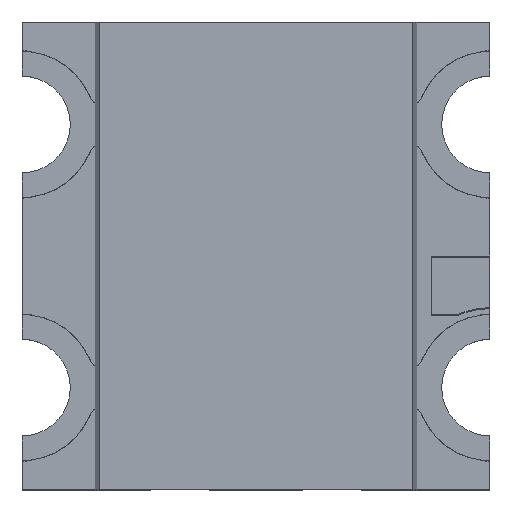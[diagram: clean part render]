
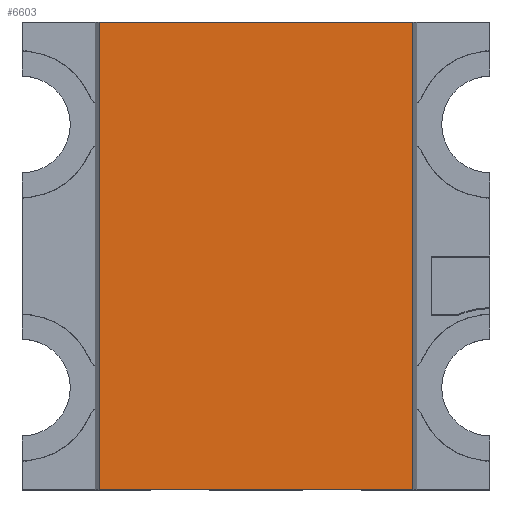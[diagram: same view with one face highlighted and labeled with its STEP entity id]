
A CAD part, top view. The second image highlights one B-rep face of the part: STEP entity #6603.
In plain terms, the highlighted planar face has unit normal (0, 0, 1).
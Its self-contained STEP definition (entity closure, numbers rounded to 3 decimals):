
#2296=ORIENTED_EDGE('',*,*,#3264,.T.);
#2297=ORIENTED_EDGE('',*,*,#3257,.F.);
#2298=ORIENTED_EDGE('',*,*,#3265,.F.);
#2299=ORIENTED_EDGE('',*,*,#3262,.T.);
#3257=EDGE_CURVE('',#3897,#3894,#4619,.T.);
#3262=EDGE_CURVE('',#3901,#3900,#4624,.T.);
#3264=EDGE_CURVE('',#3900,#3894,#4626,.T.);
#3265=EDGE_CURVE('',#3901,#3897,#4627,.T.);
#3894=VERTEX_POINT('',#11089);
#3897=VERTEX_POINT('',#11094);
#3900=VERTEX_POINT('',#11104);
#3901=VERTEX_POINT('',#11106);
#4619=LINE('',#11095,#5345);
#4624=LINE('',#11105,#5350);
#4626=LINE('',#11109,#5352);
#4627=LINE('',#11110,#5353);
#5345=VECTOR('',#9152,1000.);
#5350=VECTOR('',#9161,1000.);
#5352=VECTOR('',#9165,1000.);
#5353=VECTOR('',#9166,1000.);
#5693=EDGE_LOOP('',(#2296,#2297,#2298,#2299));
#6035=FACE_BOUND('',#5693,.T.);
#6261=PLANE('',#7285);
#6603=ADVANCED_FACE('',(#6035),#6261,.F.);
#7285=AXIS2_PLACEMENT_3D('',#11108,#9163,#9164);
#9152=DIRECTION('',(0.,-1.,0.));
#9161=DIRECTION('',(0.,-1.,0.));
#9163=DIRECTION('',(0.,0.,-1.));
#9164=DIRECTION('',(-1.,0.,0.));
#9165=DIRECTION('',(1.,0.,0.));
#9166=DIRECTION('',(1.,0.,0.));
#11089=CARTESIAN_POINT('',(0.536,-1.35,0.4));
#11094=CARTESIAN_POINT('',(0.536,0.25,0.4));
#11095=CARTESIAN_POINT('',(0.536,0.25,0.4));
#11104=CARTESIAN_POINT('',(-0.536,-1.35,0.4));
#11105=CARTESIAN_POINT('',(-0.536,0.25,0.4));
#11106=CARTESIAN_POINT('',(-0.536,0.25,0.4));
#11108=CARTESIAN_POINT('',(-0.536,0.25,0.4));
#11109=CARTESIAN_POINT('',(-0.536,-1.35,0.4));
#11110=CARTESIAN_POINT('',(-0.536,0.25,0.4));
